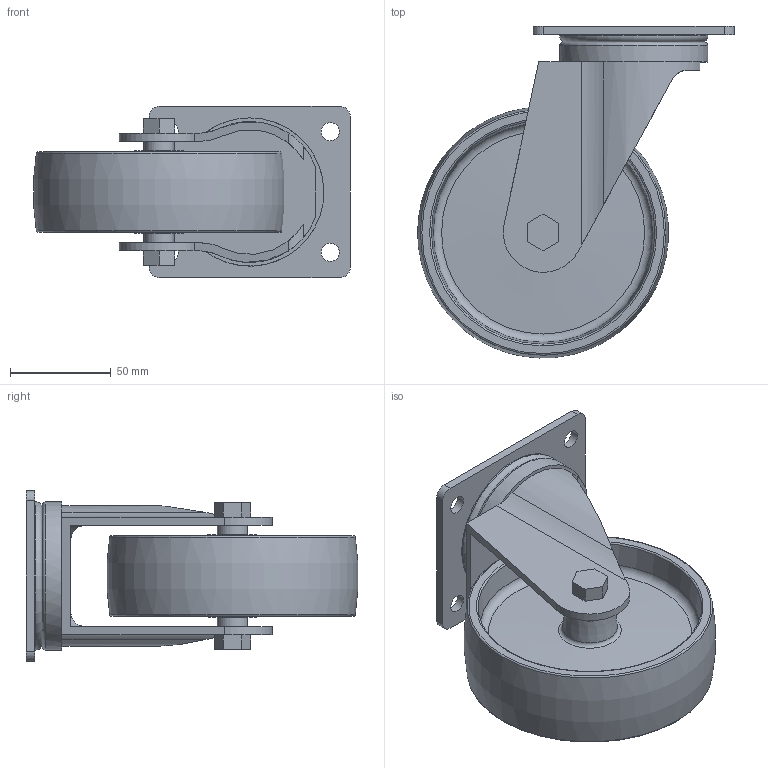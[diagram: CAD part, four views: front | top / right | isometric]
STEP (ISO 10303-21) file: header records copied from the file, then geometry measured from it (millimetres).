
FILE_DESCRIPTION(/* description */ ('STEP AP203'),/* implementation_level */ '2;1');
FILE_NAME(/* name */ 'K1771.125400',/* time_stamp */ '2025-06-24T16:18:49+02:00',/* author */ ('License CC BY-ND 4.0'),/* organization */ ('CADENAS'),/* preprocessor_version */ 'ST-DEVELOPER v19.3',/* originating_system */ 'PARTsolutions',/* authorisation */ ' ');
FILE_SCHEMA (('CONFIG_CONTROL_DESIGN'));
Length unit declared in the file: millimetre
Products named in the file (1): K1771.125400
Bounding box: 157.33 x 164.8 x 85 mm (x, y, z)
Volume: 369046 mm3; surface area: 97944.3 mm2
Topology: 1 solids, 1 shells, 79 faces, 191 edges, 122 vertices
Faces by surface type: plane 36, cylinder 24, torus 13, cone 6
Full cylindrical faces by diameter (mm): 9 x4, 15.02 x2, 73.6 x2
Entity records: 2225 total; most frequent: DIRECTION 390, CARTESIAN_POINT 383, ORIENTED_EDGE 326, EDGE_CURVE 163, AXIS2_PLACEMENT_3D 151, EDGE_LOOP 124, FACE_BOUND 124, VERTEX_POINT 121
